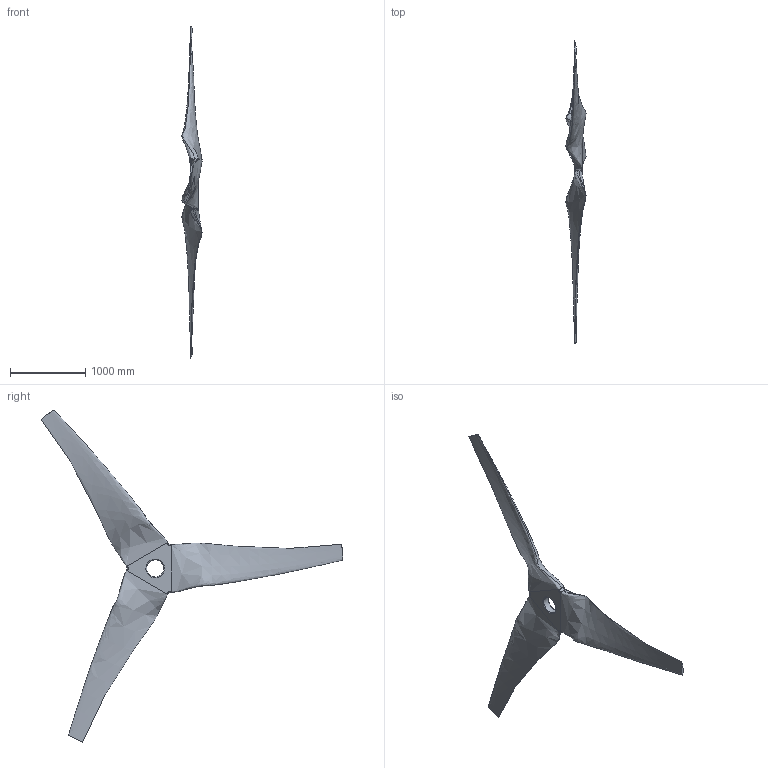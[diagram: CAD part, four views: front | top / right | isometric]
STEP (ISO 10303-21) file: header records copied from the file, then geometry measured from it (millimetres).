
FILE_DESCRIPTION((''),'2;1');
FILE_NAME( '3-blade-rotor-bigger_root_tangency-squared-f-bush.stp','2020-07-14T11:47:11',('User'),('SDRC'),'I-DEAS Master Series','UNIX','Yes');
FILE_SCHEMA(('CONFIG_CONTROL_DESIGN', 'GEOMETRIC_VALIDATION_PROPERTIES_MIM','SHAPE_APPEARANCE_LAYER_MIM'));
Length unit declared in the file: inch
Bounding box: 268.17 x 4016.25 x 4415.26 mm (x, y, z)
Volume: 197861910.1 mm3; surface area: 6627055.9 mm2
Topology: 1 solids, 1 shells, 44 faces, 116 edges, 71 vertices
Faces by surface type: bspline 44
Entity records: 7520 total; most frequent: CARTESIAN_POINT 6737, ORIENTED_EDGE 224, EDGE_CURVE 112, VERTEX_POINT 70, B_SPLINE_CURVE_WITH_KNOTS 55, EDGE_LOOP 46, FACE_OUTER_BOUND 44, ADVANCED_FACE 44
